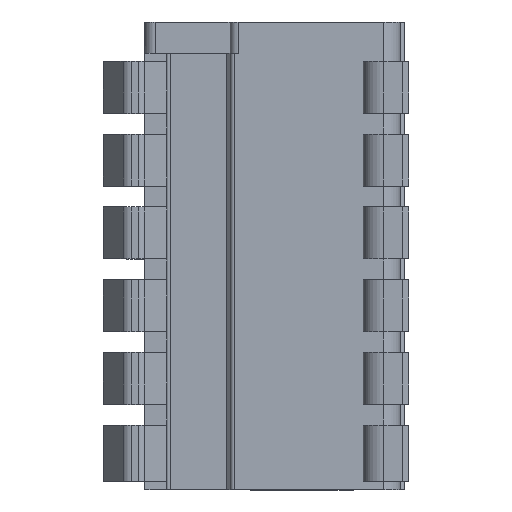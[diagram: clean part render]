
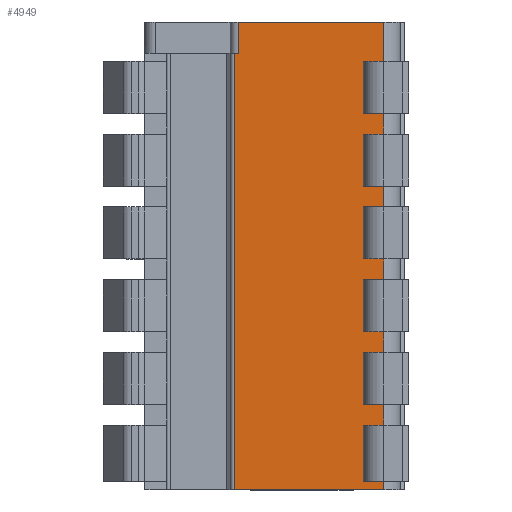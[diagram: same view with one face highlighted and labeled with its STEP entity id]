
A CAD part, top view. The second image highlights one B-rep face of the part: STEP entity #4949.
In plain terms, the highlighted planar face has unit normal (0, 0, 1).
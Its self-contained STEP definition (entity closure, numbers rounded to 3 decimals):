
#98=DIRECTION('',(1.,0.,0.));
#99=VECTOR('',#98,0.2);
#100=CARTESIAN_POINT('',(-1.07,0.,3.48));
#101=LINE('',#100,#99);
#102=DIRECTION('',(0.,1.,0.));
#103=VECTOR('',#102,1.5);
#104=CARTESIAN_POINT('',(-0.87,0.,3.48));
#105=LINE('',#104,#103);
#106=DIRECTION('',(-1.,0.,0.));
#107=VECTOR('',#106,1.);
#108=CARTESIAN_POINT('',(6.13,-0.4,3.48));
#109=LINE('',#108,#107);
#110=DIRECTION('',(-1.,0.,0.));
#111=VECTOR('',#110,1.);
#112=CARTESIAN_POINT('',(6.13,-3.9,3.48));
#113=LINE('',#112,#111);
#114=DIRECTION('',(-1.,0.,0.));
#115=VECTOR('',#114,1.);
#116=CARTESIAN_POINT('',(6.13,-7.4,3.48));
#117=LINE('',#116,#115);
#118=DIRECTION('',(-1.,0.,0.));
#119=VECTOR('',#118,1.);
#120=CARTESIAN_POINT('',(6.13,-10.9,3.48));
#121=LINE('',#120,#119);
#122=DIRECTION('',(-1.,0.,0.));
#123=VECTOR('',#122,1.);
#124=CARTESIAN_POINT('',(6.13,-14.4,3.48));
#125=LINE('',#124,#123);
#126=DIRECTION('',(-1.,0.,0.));
#127=VECTOR('',#126,1.);
#128=CARTESIAN_POINT('',(6.13,-17.9,3.48));
#129=LINE('',#128,#127);
#130=DIRECTION('',(-1.,0.,0.));
#131=VECTOR('',#130,1.);
#132=CARTESIAN_POINT('',(6.13,-20.6,3.48));
#133=LINE('',#132,#131);
#134=DIRECTION('',(-1.,0.,0.));
#135=VECTOR('',#134,7.2);
#136=CARTESIAN_POINT('',(6.13,-21.,3.48));
#137=LINE('',#136,#135);
#138=DIRECTION('',(0.,-1.,0.));
#139=VECTOR('',#138,21.);
#140=CARTESIAN_POINT('',(-1.07,0.,3.48));
#141=LINE('',#140,#139);
#260=DIRECTION('',(1.,0.,0.));
#261=VECTOR('',#260,7.);
#262=CARTESIAN_POINT('',(-0.87,1.5,3.48));
#263=LINE('',#262,#261);
#863=DIRECTION('',(0.,1.,0.));
#864=VECTOR('',#863,1.9);
#865=CARTESIAN_POINT('',(6.13,-0.4,3.48));
#866=LINE('',#865,#864);
#871=DIRECTION('',(0.,1.,0.));
#872=VECTOR('',#871,0.4);
#873=CARTESIAN_POINT('',(6.13,-21.,3.48));
#874=LINE('',#873,#872);
#887=DIRECTION('',(0.,1.,0.));
#888=VECTOR('',#887,1.);
#889=CARTESIAN_POINT('',(6.13,-17.9,3.48));
#890=LINE('',#889,#888);
#903=DIRECTION('',(0.,1.,0.));
#904=VECTOR('',#903,1.);
#905=CARTESIAN_POINT('',(6.13,-14.4,3.48));
#906=LINE('',#905,#904);
#919=DIRECTION('',(0.,1.,0.));
#920=VECTOR('',#919,1.);
#921=CARTESIAN_POINT('',(6.13,-10.9,3.48));
#922=LINE('',#921,#920);
#935=DIRECTION('',(0.,1.,0.));
#936=VECTOR('',#935,1.);
#937=CARTESIAN_POINT('',(6.13,-7.4,3.48));
#938=LINE('',#937,#936);
#951=DIRECTION('',(0.,1.,0.));
#952=VECTOR('',#951,1.);
#953=CARTESIAN_POINT('',(6.13,-3.9,3.48));
#954=LINE('',#953,#952);
#1152=DIRECTION('',(0.,-1.,0.));
#1153=VECTOR('',#1152,2.5);
#1154=CARTESIAN_POINT('',(5.13,-3.9,3.48));
#1155=LINE('',#1154,#1153);
#1164=DIRECTION('',(0.,-1.,0.));
#1165=VECTOR('',#1164,2.5);
#1166=CARTESIAN_POINT('',(5.13,-7.4,3.48));
#1167=LINE('',#1166,#1165);
#1176=DIRECTION('',(0.,-1.,0.));
#1177=VECTOR('',#1176,2.5);
#1178=CARTESIAN_POINT('',(5.13,-10.9,3.48));
#1179=LINE('',#1178,#1177);
#1188=DIRECTION('',(0.,-1.,0.));
#1189=VECTOR('',#1188,2.5);
#1190=CARTESIAN_POINT('',(5.13,-14.4,3.48));
#1191=LINE('',#1190,#1189);
#1204=DIRECTION('',(0.,-1.,0.));
#1205=VECTOR('',#1204,2.5);
#1206=CARTESIAN_POINT('',(5.13,-0.4,3.48));
#1207=LINE('',#1206,#1205);
#1212=DIRECTION('',(0.,-1.,0.));
#1213=VECTOR('',#1212,2.7);
#1214=CARTESIAN_POINT('',(5.13,-17.9,3.48));
#1215=LINE('',#1214,#1213);
#1220=DIRECTION('',(-1.,0.,0.));
#1221=VECTOR('',#1220,1.);
#1222=CARTESIAN_POINT('',(6.13,-6.4,3.48));
#1223=LINE('',#1222,#1221);
#1688=DIRECTION('',(-1.,0.,0.));
#1689=VECTOR('',#1688,1.);
#1690=CARTESIAN_POINT('',(6.13,-9.9,3.48));
#1691=LINE('',#1690,#1689);
#2858=DIRECTION('',(-1.,0.,0.));
#2859=VECTOR('',#2858,1.);
#2860=CARTESIAN_POINT('',(6.13,-13.4,3.48));
#2861=LINE('',#2860,#2859);
#2878=DIRECTION('',(-1.,0.,0.));
#2879=VECTOR('',#2878,1.);
#2880=CARTESIAN_POINT('',(6.13,-16.9,3.48));
#2881=LINE('',#2880,#2879);
#2894=DIRECTION('',(-1.,0.,0.));
#2895=VECTOR('',#2894,1.);
#2896=CARTESIAN_POINT('',(6.13,-2.9,3.48));
#2897=LINE('',#2896,#2895);
#3680=CARTESIAN_POINT('',(-1.07,0.,3.48));
#3682=VERTEX_POINT('',#3680);
#3720=CARTESIAN_POINT('',(-1.07,-21.,3.48));
#3722=VERTEX_POINT('',#3720);
#3919=CARTESIAN_POINT('',(5.13,-2.9,3.48));
#3921=VERTEX_POINT('',#3919);
#3923=CARTESIAN_POINT('',(5.13,-3.9,3.48));
#3925=VERTEX_POINT('',#3923);
#3951=CARTESIAN_POINT('',(6.13,-2.9,3.48));
#3952=VERTEX_POINT('',#3951);
#3953=CARTESIAN_POINT('',(6.13,-3.9,3.48));
#3954=VERTEX_POINT('',#3953);
#3987=CARTESIAN_POINT('',(5.13,-6.4,3.48));
#3989=VERTEX_POINT('',#3987);
#3991=CARTESIAN_POINT('',(5.13,-7.4,3.48));
#3993=VERTEX_POINT('',#3991);
#4019=CARTESIAN_POINT('',(6.13,-6.4,3.48));
#4020=VERTEX_POINT('',#4019);
#4021=CARTESIAN_POINT('',(6.13,-7.4,3.48));
#4022=VERTEX_POINT('',#4021);
#4055=CARTESIAN_POINT('',(5.13,-9.9,3.48));
#4057=VERTEX_POINT('',#4055);
#4059=CARTESIAN_POINT('',(5.13,-10.9,3.48));
#4061=VERTEX_POINT('',#4059);
#4087=CARTESIAN_POINT('',(6.13,-9.9,3.48));
#4088=VERTEX_POINT('',#4087);
#4089=CARTESIAN_POINT('',(6.13,-10.9,3.48));
#4090=VERTEX_POINT('',#4089);
#4123=CARTESIAN_POINT('',(5.13,-13.4,3.48));
#4125=VERTEX_POINT('',#4123);
#4127=CARTESIAN_POINT('',(5.13,-14.4,3.48));
#4129=VERTEX_POINT('',#4127);
#4155=CARTESIAN_POINT('',(6.13,-13.4,3.48));
#4156=VERTEX_POINT('',#4155);
#4157=CARTESIAN_POINT('',(6.13,-14.4,3.48));
#4158=VERTEX_POINT('',#4157);
#4191=CARTESIAN_POINT('',(5.13,-16.9,3.48));
#4193=VERTEX_POINT('',#4191);
#4195=CARTESIAN_POINT('',(5.13,-17.9,3.48));
#4197=VERTEX_POINT('',#4195);
#4223=CARTESIAN_POINT('',(6.13,-16.9,3.48));
#4224=VERTEX_POINT('',#4223);
#4225=CARTESIAN_POINT('',(6.13,-17.9,3.48));
#4226=VERTEX_POINT('',#4225);
#4245=CARTESIAN_POINT('',(5.13,-0.4,3.48));
#4247=VERTEX_POINT('',#4245);
#4261=CARTESIAN_POINT('',(6.13,-0.4,3.48));
#4262=VERTEX_POINT('',#4261);
#4263=CARTESIAN_POINT('',(6.13,-20.6,3.48));
#4264=CARTESIAN_POINT('',(5.13,-20.6,3.48));
#4265=VERTEX_POINT('',#4263);
#4266=VERTEX_POINT('',#4264);
#4299=CARTESIAN_POINT('',(6.13,-21.,3.48));
#4300=VERTEX_POINT('',#4299);
#4352=CARTESIAN_POINT('',(-0.87,1.5,3.48));
#4354=VERTEX_POINT('',#4352);
#4355=CARTESIAN_POINT('',(6.13,1.5,3.48));
#4356=VERTEX_POINT('',#4355);
#4391=CARTESIAN_POINT('',(-0.87,0.,3.48));
#4393=VERTEX_POINT('',#4391);
#4885=CARTESIAN_POINT('',(-1.07,0.,3.48));
#4886=DIRECTION('',(0.,0.,1.));
#4887=DIRECTION('',(1.,0.,0.));
#4888=AXIS2_PLACEMENT_3D('',#4885,#4886,#4887);
#4889=PLANE('',#4888);
#4890=ORIENTED_EDGE('',*,*,#4782,.T.);
#4891=ORIENTED_EDGE('',*,*,#4845,.T.);
#4893=ORIENTED_EDGE('',*,*,#4892,.T.);
#4895=ORIENTED_EDGE('',*,*,#4894,.F.);
#4897=ORIENTED_EDGE('',*,*,#4896,.T.);
#4899=ORIENTED_EDGE('',*,*,#4898,.T.);
#4901=ORIENTED_EDGE('',*,*,#4900,.F.);
#4903=ORIENTED_EDGE('',*,*,#4902,.F.);
#4905=ORIENTED_EDGE('',*,*,#4904,.T.);
#4907=ORIENTED_EDGE('',*,*,#4906,.T.);
#4909=ORIENTED_EDGE('',*,*,#4908,.F.);
#4911=ORIENTED_EDGE('',*,*,#4910,.F.);
#4913=ORIENTED_EDGE('',*,*,#4912,.T.);
#4915=ORIENTED_EDGE('',*,*,#4914,.T.);
#4917=ORIENTED_EDGE('',*,*,#4916,.F.);
#4919=ORIENTED_EDGE('',*,*,#4918,.F.);
#4921=ORIENTED_EDGE('',*,*,#4920,.T.);
#4923=ORIENTED_EDGE('',*,*,#4922,.T.);
#4925=ORIENTED_EDGE('',*,*,#4924,.F.);
#4927=ORIENTED_EDGE('',*,*,#4926,.F.);
#4929=ORIENTED_EDGE('',*,*,#4928,.T.);
#4931=ORIENTED_EDGE('',*,*,#4930,.T.);
#4933=ORIENTED_EDGE('',*,*,#4932,.F.);
#4935=ORIENTED_EDGE('',*,*,#4934,.F.);
#4937=ORIENTED_EDGE('',*,*,#4936,.T.);
#4939=ORIENTED_EDGE('',*,*,#4938,.T.);
#4941=ORIENTED_EDGE('',*,*,#4940,.F.);
#4943=ORIENTED_EDGE('',*,*,#4942,.F.);
#4945=ORIENTED_EDGE('',*,*,#4944,.T.);
#4946=ORIENTED_EDGE('',*,*,#4877,.F.);
#4947=EDGE_LOOP('',(#4890,#4891,#4893,#4895,#4897,#4899,#4901,#4903,#4905,#4907,
#4909,#4911,#4913,#4915,#4917,#4919,#4921,#4923,#4925,#4927,#4929,#4931,#4933,
#4935,#4937,#4939,#4941,#4943,#4945,#4946));
#4948=FACE_OUTER_BOUND('',#4947,.F.);
#4949=ADVANCED_FACE('',(#4948),#4889,.T.);
#4782=EDGE_CURVE('',#3682,#4393,#101,.T.);
#4845=EDGE_CURVE('',#4393,#4354,#105,.T.);
#4877=EDGE_CURVE('',#3682,#3722,#141,.T.);
#4892=EDGE_CURVE('',#4354,#4356,#263,.T.);
#4894=EDGE_CURVE('',#4262,#4356,#866,.T.);
#4896=EDGE_CURVE('',#4262,#4247,#109,.T.);
#4898=EDGE_CURVE('',#4247,#3921,#1207,.T.);
#4900=EDGE_CURVE('',#3952,#3921,#2897,.T.);
#4902=EDGE_CURVE('',#3954,#3952,#954,.T.);
#4904=EDGE_CURVE('',#3954,#3925,#113,.T.);
#4906=EDGE_CURVE('',#3925,#3989,#1155,.T.);
#4908=EDGE_CURVE('',#4020,#3989,#1223,.T.);
#4910=EDGE_CURVE('',#4022,#4020,#938,.T.);
#4912=EDGE_CURVE('',#4022,#3993,#117,.T.);
#4914=EDGE_CURVE('',#3993,#4057,#1167,.T.);
#4916=EDGE_CURVE('',#4088,#4057,#1691,.T.);
#4918=EDGE_CURVE('',#4090,#4088,#922,.T.);
#4920=EDGE_CURVE('',#4090,#4061,#121,.T.);
#4922=EDGE_CURVE('',#4061,#4125,#1179,.T.);
#4924=EDGE_CURVE('',#4156,#4125,#2861,.T.);
#4926=EDGE_CURVE('',#4158,#4156,#906,.T.);
#4928=EDGE_CURVE('',#4158,#4129,#125,.T.);
#4930=EDGE_CURVE('',#4129,#4193,#1191,.T.);
#4932=EDGE_CURVE('',#4224,#4193,#2881,.T.);
#4934=EDGE_CURVE('',#4226,#4224,#890,.T.);
#4936=EDGE_CURVE('',#4226,#4197,#129,.T.);
#4938=EDGE_CURVE('',#4197,#4266,#1215,.T.);
#4940=EDGE_CURVE('',#4265,#4266,#133,.T.);
#4942=EDGE_CURVE('',#4300,#4265,#874,.T.);
#4944=EDGE_CURVE('',#4300,#3722,#137,.T.);
